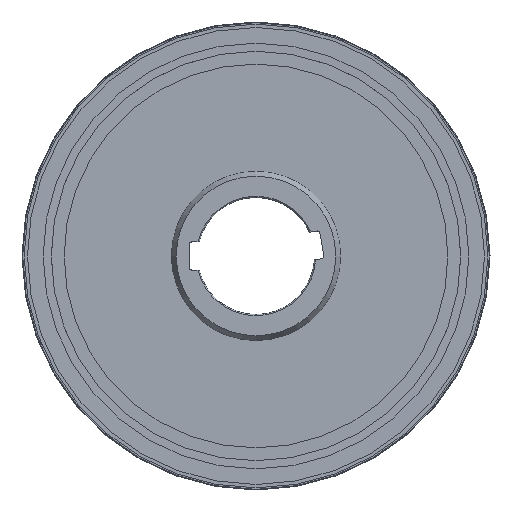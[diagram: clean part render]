
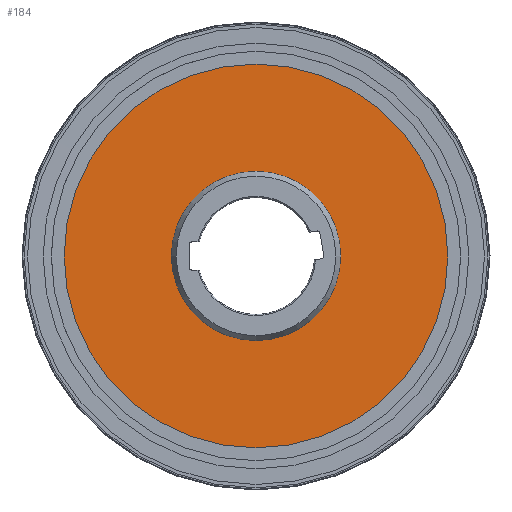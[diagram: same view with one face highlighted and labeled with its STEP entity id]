
A CAD part, top view. The second image highlights one B-rep face of the part: STEP entity #184.
In plain terms, the highlighted planar face has unit normal (0, 0, 1).
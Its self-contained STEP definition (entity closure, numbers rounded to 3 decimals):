
#32=PLANE('',#883);
#184=ADVANCED_FACE('',(#335,#336),#32,.F.);
#335=FACE_BOUND('',#415,.T.);
#336=FACE_BOUND('',#416,.T.);
#415=EDGE_LOOP('',(#526));
#416=EDGE_LOOP('',(#527));
#526=ORIENTED_EDGE('',*,*,#739,.F.);
#527=ORIENTED_EDGE('',*,*,#738,.T.);
#668=VERTEX_POINT('',#1394);
#669=VERTEX_POINT('',#1397);
#738=EDGE_CURVE('',#668,#668,#814,.T.);
#739=EDGE_CURVE('',#669,#669,#815,.T.);
#814=CIRCLE('',#880,36.173);
#815=CIRCLE('',#882,82.);
#880=AXIS2_PLACEMENT_3D('',#1393,#1051,#1052);
#882=AXIS2_PLACEMENT_3D('',#1396,#1055,#1056);
#883=AXIS2_PLACEMENT_3D('',#1398,#1057,#1058);
#1051=DIRECTION('',(0.,0.,-1.));
#1052=DIRECTION('',(0.,-1.,0.));
#1055=DIRECTION('',(0.,0.,-1.));
#1056=DIRECTION('',(0.,-1.,0.));
#1057=DIRECTION('',(0.,0.,-1.));
#1058=DIRECTION('',(0.,-1.,0.));
#1393=CARTESIAN_POINT('',(0.,0.,2.4));
#1394=CARTESIAN_POINT('',(0.,-36.173,2.4));
#1396=CARTESIAN_POINT('',(0.,0.,2.4));
#1397=CARTESIAN_POINT('',(0.,-82.,2.4));
#1398=CARTESIAN_POINT('',(-36.173,0.,2.4));
